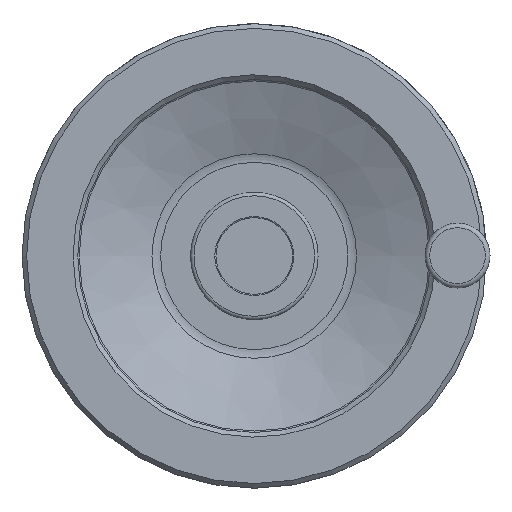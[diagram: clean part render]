
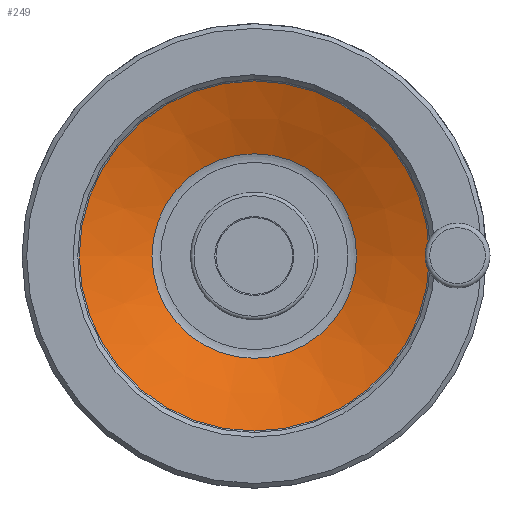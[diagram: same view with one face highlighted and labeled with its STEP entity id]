
A CAD part, top view. The second image highlights one B-rep face of the part: STEP entity #249.
In plain terms, the highlighted conical face has half-angle 68.199 degrees and reference radius 42.25 mm.
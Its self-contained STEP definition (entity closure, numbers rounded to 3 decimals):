
#249 = ADVANCED_FACE( '', ( #558, #559 ), #560, .F. );
#558 = FACE_BOUND( '', #1414, .T. );
#559 = FACE_OUTER_BOUND( '', #1415, .T. );
#560 = CONICAL_SURFACE( '', #1416, 42.25, 1.19 );
#1414 = EDGE_LOOP( '', ( #2674 ) );
#1415 = EDGE_LOOP( '', ( #2675 ) );
#1416 = AXIS2_PLACEMENT_3D( '', #2676, #2677, #2678 );
#2674 = ORIENTED_EDGE( '', *, *, #2926, .T. );
#2675 = ORIENTED_EDGE( '', *, *, #3023, .T. );
#2676 = CARTESIAN_POINT( '', ( 0., 0., 24.4 ) );
#2677 = DIRECTION( '', ( 0., 0., 1. ) );
#2678 = DIRECTION( '', ( 1., 0., 0. ) );
#2926 = EDGE_CURVE( '', #3193, #3193, #3194, .T. );
#3023 = EDGE_CURVE( '', #3357, #3357, #3358, .T. );
#3193 = VERTEX_POINT( '', #3579 );
#3194 = CIRCLE( '', #3580, 44.038 );
#3357 = VERTEX_POINT( '', #3991 );
#3358 = CIRCLE( '', #3992, 75.371 );
#3579 = CARTESIAN_POINT( '', ( -44.038, 0., 25.115 ) );
#3580 = AXIS2_PLACEMENT_3D( '', #4599, #4600, #4601 );
#3991 = CARTESIAN_POINT( '', ( 75.371, 0., 37.649 ) );
#3992 = AXIS2_PLACEMENT_3D( '', #4744, #4745, #4746 );
#4599 = CARTESIAN_POINT( '', ( 0., 0., 25.115 ) );
#4600 = DIRECTION( '', ( 0., 0., -1. ) );
#4601 = DIRECTION( '', ( -1., 0., 0. ) );
#4744 = CARTESIAN_POINT( '', ( 0., 0., 37.649 ) );
#4745 = DIRECTION( '', ( 0., 0., 1. ) );
#4746 = DIRECTION( '', ( 1., 0., 0. ) );
